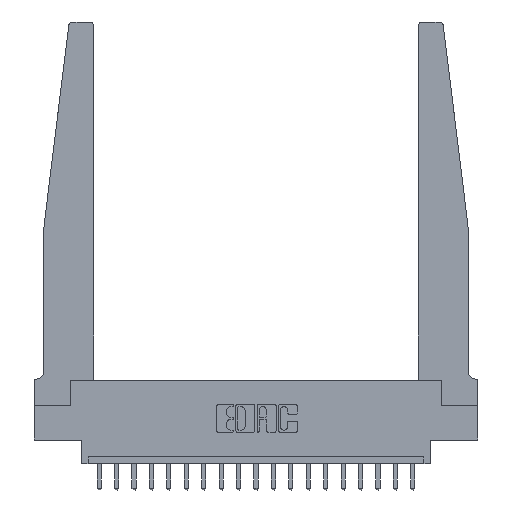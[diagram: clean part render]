
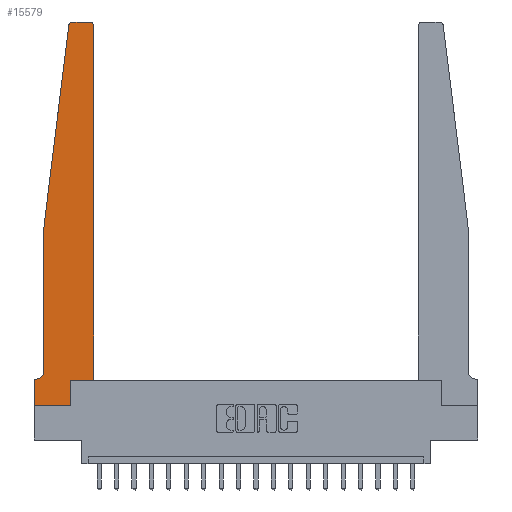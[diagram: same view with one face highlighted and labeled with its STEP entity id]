
A CAD part, top view. The second image highlights one B-rep face of the part: STEP entity #15579.
In plain terms, the highlighted planar face has unit normal (0, 0, 1).
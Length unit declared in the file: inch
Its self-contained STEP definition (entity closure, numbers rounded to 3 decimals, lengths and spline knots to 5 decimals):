
#196 = EDGE_CURVE ( 'NONE', #7637, #16690, #16923, .T. ) ;
#307 = CARTESIAN_POINT ( 'NONE',  ( 0.425, 0.18, 0.37 ) ) ;
#459 = VERTEX_POINT ( 'NONE', #19477 ) ;
#589 = LINE ( 'NONE', #2230, #13723 ) ;
#889 = DIRECTION ( 'NONE',  ( -1., 0., 0. ) ) ;
#1016 = ORIENTED_EDGE ( 'NONE', *, *, #5093, .T. ) ;
#1054 = DIRECTION ( 'NONE',  ( -1., 0., 0. ) ) ;
#1055 = VERTEX_POINT ( 'NONE', #12184 ) ;
#1567 = AXIS2_PLACEMENT_3D ( 'NONE', #9926, #3585, #11478 ) ;
#1597 = VECTOR ( 'NONE', #4358, 39.37008 ) ;
#1792 = EDGE_CURVE ( 'NONE', #5807, #17896, #12718, .T. ) ;
#1987 = CARTESIAN_POINT ( 'NONE',  ( 0.425, 2.72, 0.37 ) ) ;
#2179 = CARTESIAN_POINT ( 'NONE',  ( 0.065, 1.25, 0.37 ) ) ;
#2230 = CARTESIAN_POINT ( 'NONE',  ( 0.425, 0.18, 0.37 ) ) ;
#2276 = LINE ( 'NONE', #7014, #3317 ) ;
#2534 = EDGE_CURVE ( 'NONE', #17896, #11787, #20217, .T. ) ;
#2658 = EDGE_LOOP ( 'NONE', ( #4935, #15499, #13851, #6096, #13729, #1016, #8372, #12683, #11254, #18163, #18159, #7688 ) ) ;
#2836 = DIRECTION ( 'NONE',  ( 0., -1., 0. ) ) ;
#3292 = CARTESIAN_POINT ( 'NONE',  ( 0., 0., 0.37 ) ) ;
#3317 = VECTOR ( 'NONE', #1054, 39.37008 ) ;
#3419 = CARTESIAN_POINT ( 'NONE',  ( 0.27653, 2.75, 0.37 ) ) ;
#3449 = EDGE_CURVE ( 'NONE', #16690, #19549, #5972, .T. ) ;
#3585 = DIRECTION ( 'NONE',  ( 0., 0., 1. ) ) ;
#3616 = VECTOR ( 'NONE', #2836, 39.37008 ) ;
#3726 = CARTESIAN_POINT ( 'NONE',  ( 0.395, 2.75, 0.37 ) ) ;
#4085 = CARTESIAN_POINT ( 'NONE',  ( 0.065, 0.1875, 0.37 ) ) ;
#4358 = DIRECTION ( 'NONE',  ( 0., 1., 0. ) ) ;
#4935 = ORIENTED_EDGE ( 'NONE', *, *, #5892, .T. ) ;
#5093 = EDGE_CURVE ( 'NONE', #19549, #1055, #12195, .T. ) ;
#5130 = CIRCLE ( 'NONE', #13646, 0.03 ) ;
#5475 = CARTESIAN_POINT ( 'NONE',  ( 0.425, 0.18, 0.37 ) ) ;
#5807 = VERTEX_POINT ( 'NONE', #9689 ) ;
#5892 = EDGE_CURVE ( 'NONE', #10428, #6335, #2276, .T. ) ;
#5967 = CARTESIAN_POINT ( 'NONE',  ( 0.065, 1.25, 0.37 ) ) ;
#5972 = CIRCLE ( 'NONE', #11216, 0.05 ) ;
#6096 = ORIENTED_EDGE ( 'NONE', *, *, #196, .T. ) ;
#6335 = VERTEX_POINT ( 'NONE', #3419 ) ;
#6752 = EDGE_CURVE ( 'NONE', #6335, #459, #5130, .T. ) ;
#6981 = EDGE_CURVE ( 'NONE', #459, #7637, #17638, .T. ) ;
#7014 = CARTESIAN_POINT ( 'NONE',  ( 0.25, 2.75, 0.37 ) ) ;
#7251 = DIRECTION ( 'NONE',  ( 1., 0., 0. ) ) ;
#7353 = DIRECTION ( 'NONE',  ( 0., 0., 1. ) ) ;
#7637 = VERTEX_POINT ( 'NONE', #5967 ) ;
#7671 = CARTESIAN_POINT ( 'NONE',  ( 0.065, 1.25, 0.37 ) ) ;
#7688 = ORIENTED_EDGE ( 'NONE', *, *, #12806, .T. ) ;
#7936 = EDGE_CURVE ( 'NONE', #11787, #14658, #589, .T. ) ;
#8099 = DIRECTION ( 'NONE',  ( -1., 0., 0. ) ) ;
#8111 = LINE ( 'NONE', #307, #8794 ) ;
#8343 = CARTESIAN_POINT ( 'NONE',  ( 0.2605, 0.18, 0.37 ) ) ;
#8372 = ORIENTED_EDGE ( 'NONE', *, *, #10617, .T. ) ;
#8444 = CIRCLE ( 'NONE', #1567, 0.03 ) ;
#8794 = VECTOR ( 'NONE', #12838, 39.37008 ) ;
#9042 = CARTESIAN_POINT ( 'NONE',  ( 0.2605, 0., 0.37 ) ) ;
#9495 = CARTESIAN_POINT ( 'NONE',  ( 0., 0.1875, 0.37 ) ) ;
#9689 = CARTESIAN_POINT ( 'NONE',  ( 0., 0., 0.37 ) ) ;
#9727 = DIRECTION ( 'NONE',  ( 0., 0., -1. ) ) ;
#9908 = DIRECTION ( 'NONE',  ( 1., 0., 0. ) ) ;
#9926 = CARTESIAN_POINT ( 'NONE',  ( 0.395, 2.72, 0.37 ) ) ;
#10276 = LINE ( 'NONE', #16580, #11973 ) ;
#10428 = VERTEX_POINT ( 'NONE', #3726 ) ;
#10617 = EDGE_CURVE ( 'NONE', #1055, #5807, #10276, .T. ) ;
#11049 = PLANE ( 'NONE',  #16711 ) ;
#11216 = AXIS2_PLACEMENT_3D ( 'NONE', #14276, #9727, #8099 ) ;
#11253 = DIRECTION ( 'NONE',  ( 1., 0., 0. ) ) ;
#11254 = ORIENTED_EDGE ( 'NONE', *, *, #2534, .T. ) ;
#11478 = DIRECTION ( 'NONE',  ( 1., 0., 0. ) ) ;
#11787 = VERTEX_POINT ( 'NONE', #8343 ) ;
#11973 = VECTOR ( 'NONE', #18318, 39.37008 ) ;
#12184 = CARTESIAN_POINT ( 'NONE',  ( 0., 0.1875, 0.37 ) ) ;
#12195 = LINE ( 'NONE', #4085, #15749 ) ;
#12315 = CARTESIAN_POINT ( 'NONE',  ( 0.065, 0.2375, 0.37 ) ) ;
#12683 = ORIENTED_EDGE ( 'NONE', *, *, #1792, .T. ) ;
#12718 = LINE ( 'NONE', #3292, #14621 ) ;
#12792 = FACE_OUTER_BOUND ( 'NONE', #2658, .T. ) ;
#12806 = EDGE_CURVE ( 'NONE', #14508, #10428, #8444, .T. ) ;
#12838 = DIRECTION ( 'NONE',  ( 0., 1., 0. ) ) ;
#13646 = AXIS2_PLACEMENT_3D ( 'NONE', #18465, #7353, #7251 ) ;
#13723 = VECTOR ( 'NONE', #19622, 39.37008 ) ;
#13729 = ORIENTED_EDGE ( 'NONE', *, *, #3449, .T. ) ;
#13851 = ORIENTED_EDGE ( 'NONE', *, *, #6981, .T. ) ;
#13918 = CARTESIAN_POINT ( 'NONE',  ( 0.2605, 0.18, 0.37 ) ) ;
#14276 = CARTESIAN_POINT ( 'NONE',  ( 0.015, 0.2375, 0.37 ) ) ;
#14334 = VECTOR ( 'NONE', #17927, 39.37008 ) ;
#14508 = VERTEX_POINT ( 'NONE', #1987 ) ;
#14621 = VECTOR ( 'NONE', #9908, 39.37008 ) ;
#14658 = VERTEX_POINT ( 'NONE', #5475 ) ;
#15342 = EDGE_CURVE ( 'NONE', #14658, #14508, #8111, .T. ) ;
#15499 = ORIENTED_EDGE ( 'NONE', *, *, #6752, .T. ) ;
#15579 = ADVANCED_FACE ( 'NONE', ( #12792 ), #11049, .T. ) ;
#15749 = VECTOR ( 'NONE', #889, 39.37008 ) ;
#15805 = DIRECTION ( 'NONE',  ( 0., 0., 1. ) ) ;
#16580 = CARTESIAN_POINT ( 'NONE',  ( 0., 0., 0.37 ) ) ;
#16690 = VERTEX_POINT ( 'NONE', #12315 ) ;
#16711 = AXIS2_PLACEMENT_3D ( 'NONE', #9495, #15805, #11253 ) ;
#16923 = LINE ( 'NONE', #7671, #3616 ) ;
#17638 = LINE ( 'NONE', #2179, #14334 ) ;
#17896 = VERTEX_POINT ( 'NONE', #9042 ) ;
#17927 = DIRECTION ( 'NONE',  ( -0.122, -0.992, 0. ) ) ;
#18159 = ORIENTED_EDGE ( 'NONE', *, *, #15342, .T. ) ;
#18163 = ORIENTED_EDGE ( 'NONE', *, *, #7936, .T. ) ;
#18318 = DIRECTION ( 'NONE',  ( 0., -1., 0. ) ) ;
#18465 = CARTESIAN_POINT ( 'NONE',  ( 0.27653, 2.72, 0.37 ) ) ;
#18904 = CARTESIAN_POINT ( 'NONE',  ( 0.015, 0.1875, 0.37 ) ) ;
#19477 = CARTESIAN_POINT ( 'NONE',  ( 0.24675, 2.72367, 0.37 ) ) ;
#19549 = VERTEX_POINT ( 'NONE', #18904 ) ;
#19622 = DIRECTION ( 'NONE',  ( 1., 0., 0. ) ) ;
#20217 = LINE ( 'NONE', #13918, #1597 ) ;
